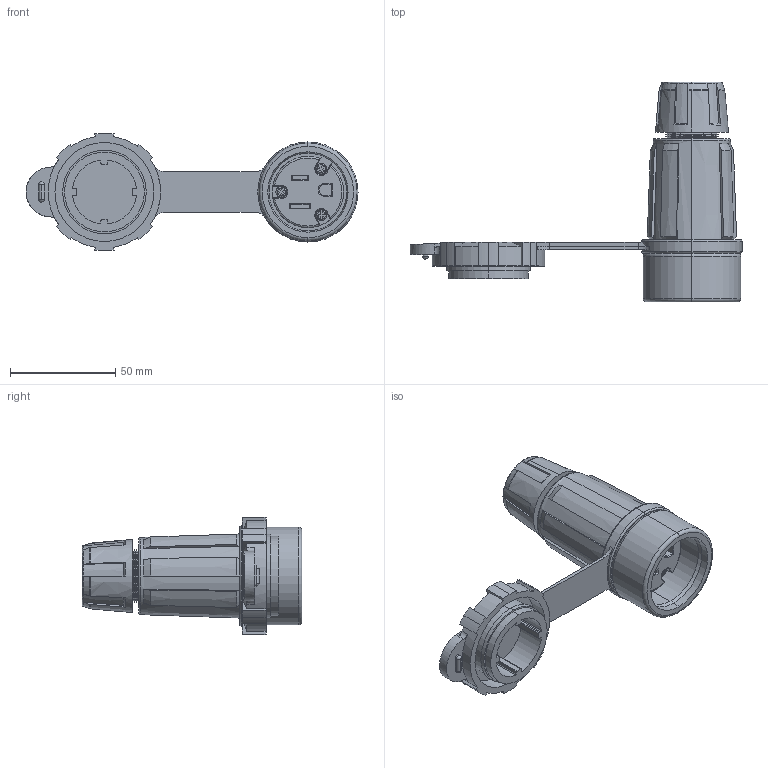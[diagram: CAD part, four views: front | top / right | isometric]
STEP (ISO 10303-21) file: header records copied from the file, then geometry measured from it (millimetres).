
FILE_DESCRIPTION (( 'STEP AP214' ), '1' );
FILE_NAME ('15W47BRY.STEP', '2014-06-19T13:51:57', ( '' ), ( '' ), 'SwSTEP 2.0', 'SolidWorks 2013', '' );
FILE_SCHEMA (( 'AUTOMOTIVE_DESIGN' ));
Length unit declared in the file: inch
Products named in the file (1): 15W47BRY
Bounding box: 157.48 x 104.27 x 55.88 mm (x, y, z)
Volume: 122838.2 mm3; surface area: 38488.5 mm2
Topology: 1 solids, 1 shells, 381 faces, 959 edges, 609 vertices
Faces by surface type: plane 181, cylinder 89, cone 74, torus 29, bspline 6, sphere 2
Entity records: 13180 total; most frequent: CARTESIAN_POINT 2351, DIRECTION 2005, ORIENTED_EDGE 1914, EDGE_CURVE 957, AXIS2_PLACEMENT_3D 751, VERTEX_POINT 609, VECTOR 503, LINE 503
